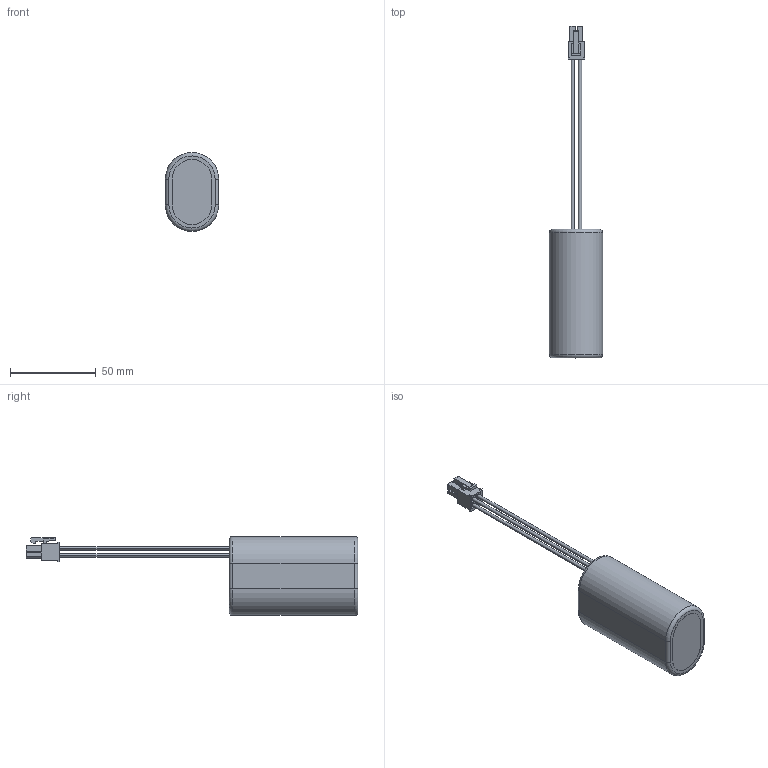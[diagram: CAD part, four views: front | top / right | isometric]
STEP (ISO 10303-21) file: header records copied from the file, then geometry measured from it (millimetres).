
FILE_DESCRIPTION((''),'2;1');
FILE_NAME('2S1P-1S2P','2024-12-10T14:05:12',('rd05'),(''),'CREO PARAMETRIC BY PTC INC, 2018050','CREO PARAMETRIC BY PTC INC, 2018050','');
FILE_SCHEMA(('AUTOMOTIVE_DESIGN { 1 0 10303 214 1 1 1 1 }'));
Length unit declared in the file: millimetre
Products named in the file (1): 2S1P-1S2P
Bounding box: 31 x 193.4 x 46 mm (x, y, z)
Volume: 93704.8 mm3; surface area: 15644.9 mm2
Topology: 1 solids, 1 shells, 183 faces, 505 edges, 341 vertices
Faces by surface type: plane 157, cylinder 22, torus 4
Entity records: 6051 total; most frequent: CARTESIAN_POINT 1031, ORIENTED_EDGE 1010, DIRECTION 940, EDGE_CURVE 505, VECTOR 436, LINE 436, VERTEX_POINT 341, AXIS2_PLACEMENT_3D 252
